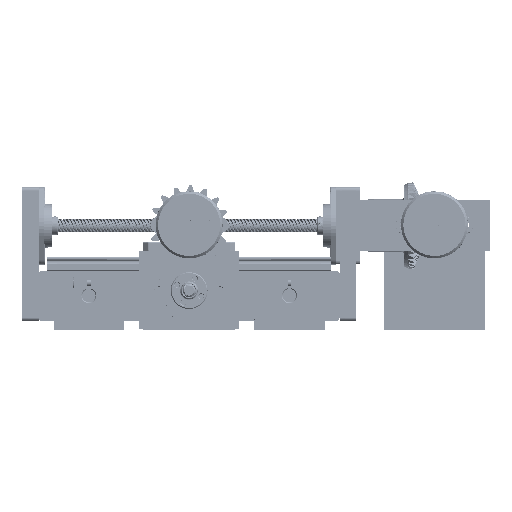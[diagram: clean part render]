
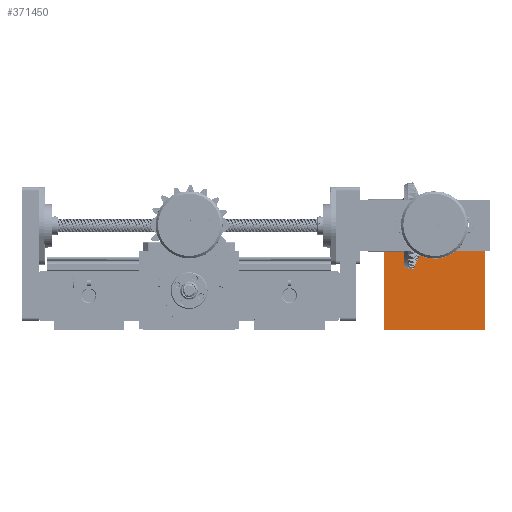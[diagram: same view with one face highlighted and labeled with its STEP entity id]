
A CAD part, top view. The second image highlights one B-rep face of the part: STEP entity #371450.
In plain terms, the highlighted free-form (B-spline) face has degree [1, 1] with [2, 2] control points.
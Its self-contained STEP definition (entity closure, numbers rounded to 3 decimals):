
#371287 = VERTEX_POINT('',#371288);
#371288 = CARTESIAN_POINT('',(253.856,46.29,
    -73.867));
#371303 = VERTEX_POINT('',#371304);
#371304 = CARTESIAN_POINT('',(194.763,46.29,
    -73.867));
#371309 = EDGE_CURVE('',#371303,#371287,#371310,.T.);
#371310 = B_SPLINE_CURVE_WITH_KNOTS('',1,(#371311,#371312),
  .UNSPECIFIED.,.F.,.F.,(2,2),(0.,60.),.PIECEWISE_BEZIER_KNOTS.);
#371311 = CARTESIAN_POINT('',(194.763,46.29,
    -73.867));
#371312 = CARTESIAN_POINT('',(253.856,46.29,
    -73.867));
#371356 = VERTEX_POINT('',#371357);
#371357 = CARTESIAN_POINT('',(253.856,0.,
    -73.867));
#371364 = EDGE_CURVE('',#371365,#371356,#371367,.T.);
#371365 = VERTEX_POINT('',#371366);
#371366 = CARTESIAN_POINT('',(194.763,0.,
    -73.867));
#371367 = B_SPLINE_CURVE_WITH_KNOTS('',1,(#371368,#371369),
  .UNSPECIFIED.,.F.,.F.,(2,2),(0.,60.),.PIECEWISE_BEZIER_KNOTS.);
#371368 = CARTESIAN_POINT('',(194.763,0.,
    -73.867));
#371369 = CARTESIAN_POINT('',(253.856,0.,
    -73.867));
#371409 = EDGE_CURVE('',#371287,#371356,#371410,.T.);
#371410 = B_SPLINE_CURVE_WITH_KNOTS('',1,(#371411,#371412),
  .UNSPECIFIED.,.F.,.F.,(2,2),(-0.,47.),.PIECEWISE_BEZIER_KNOTS.);
#371411 = CARTESIAN_POINT('',(253.856,46.29,
    -73.867));
#371412 = CARTESIAN_POINT('',(253.856,0.,
    -73.867));
#371439 = EDGE_CURVE('',#371303,#371365,#371440,.T.);
#371440 = B_SPLINE_CURVE_WITH_KNOTS('',1,(#371441,#371442),
  .UNSPECIFIED.,.F.,.F.,(2,2),(-0.,47.),.PIECEWISE_BEZIER_KNOTS.);
#371441 = CARTESIAN_POINT('',(194.763,46.29,
    -73.867));
#371442 = CARTESIAN_POINT('',(194.763,0.,
    -73.867));
#371450 = ADVANCED_FACE('',(#371451),#371457,.F.);
#371451 = FACE_BOUND('',#371452,.T.);
#371452 = EDGE_LOOP('',(#371453,#371454,#371455,#371456));
#371453 = ORIENTED_EDGE('',*,*,#371364,.T.);
#371454 = ORIENTED_EDGE('',*,*,#371409,.F.);
#371455 = ORIENTED_EDGE('',*,*,#371309,.F.);
#371456 = ORIENTED_EDGE('',*,*,#371439,.T.);
#371457 = B_SPLINE_SURFACE_WITH_KNOTS('',1,1,(
    (#371458,#371459)
    ,(#371460,#371461
  )),.UNSPECIFIED.,.F.,.F.,.F.,(2,2),(2,2),(-60.,0.),(-47.,0.),
  .PIECEWISE_BEZIER_KNOTS.);
#371458 = CARTESIAN_POINT('',(253.856,0.,
    -73.867));
#371459 = CARTESIAN_POINT('',(253.856,46.29,
    -73.867));
#371460 = CARTESIAN_POINT('',(194.763,0.,
    -73.867));
#371461 = CARTESIAN_POINT('',(194.763,46.29,
    -73.867));
